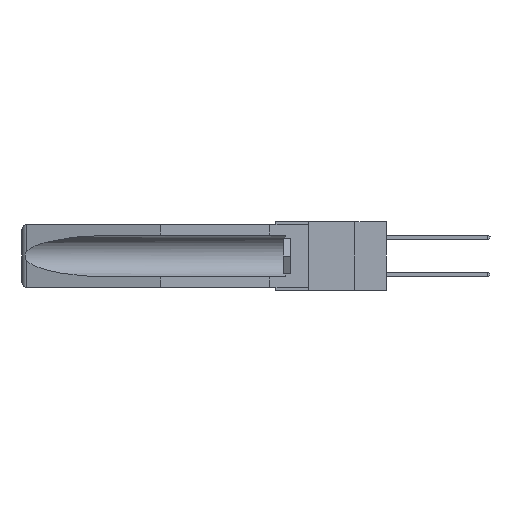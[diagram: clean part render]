
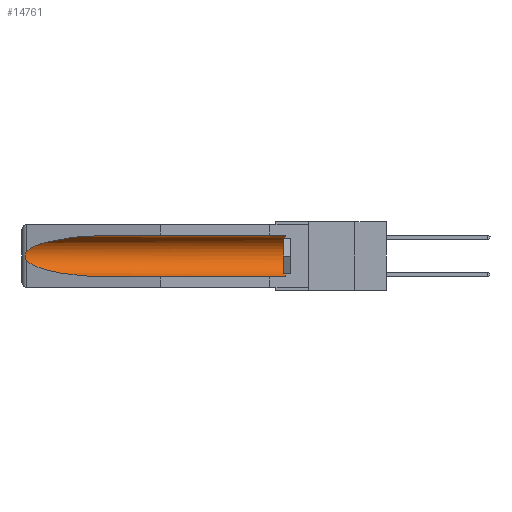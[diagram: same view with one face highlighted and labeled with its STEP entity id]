
A CAD part, left-side view. The second image highlights one B-rep face of the part: STEP entity #14761.
In plain terms, the highlighted cylindrical face has radius 2.857 mm (diameter 5.715 mm), a partial arc.
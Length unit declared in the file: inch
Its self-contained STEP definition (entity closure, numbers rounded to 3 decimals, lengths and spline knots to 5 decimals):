
#143 = B_SPLINE_CURVE_WITH_KNOTS ( 'NONE', 3,
 ( #30643, #20423, #12965, #355, #13075, #23117, #26055, #28500, #25626, #17972 ),
 .UNSPECIFIED., .F., .F.,
 ( 4, 2, 2, 2, 4 ),
 ( 0., 0.00029, 0.00058, 0.00087, 0.00117 ),
 .UNSPECIFIED. ) ;
#355 = CARTESIAN_POINT ( 'NONE',  ( 0.2673, 1.5327, -0.16383 ) ) ;
#782 = CARTESIAN_POINT ( 'NONE',  ( 0.155, 0.126, -0.284 ) ) ;
#1529 = ORIENTED_EDGE ( 'NONE', *, *, #16746, .F. ) ;
#1881 = CARTESIAN_POINT ( 'NONE',  ( 0.21114, 1.30732, -0.059 ) ) ;
#2095 = DIRECTION ( 'NONE',  ( 0., 0., 1. ) ) ;
#2691 = CARTESIAN_POINT ( 'NONE',  ( 0.26537, 1.52718, -0.14972 ) ) ;
#2801 = ORIENTED_EDGE ( 'NONE', *, *, #26726, .T. ) ;
#3516 = ORIENTED_EDGE ( 'NONE', *, *, #18951, .T. ) ;
#6108 =( BOUNDED_CURVE ( )  B_SPLINE_CURVE ( 3, ( #11822, #14436, #25508, #10465 ),
 .UNSPECIFIED., .F., .T. ) 
 B_SPLINE_CURVE_WITH_KNOTS ( ( 4, 4 ),
 ( 0.1948, 1.5708 ),
 .UNSPECIFIED. ) 
 CURVE ( )  GEOMETRIC_REPRESENTATION_ITEM ( )  RATIONAL_B_SPLINE_CURVE ( ( 1., 0.848, 0.848, 1. ) ) 
 REPRESENTATION_ITEM ( '' )  );
#6622 = EDGE_LOOP ( 'NONE', ( #12080, #28027, #19217, #1529, #3516, #2801 ) ) ;
#6739 = VERTEX_POINT ( 'NONE', #11252 ) ;
#9907 = CARTESIAN_POINT ( 'NONE',  ( 0.26537, 1.52718, -0.19328 ) ) ;
#10465 = CARTESIAN_POINT ( 'NONE',  ( 0.155, 1.07973, -0.284 ) ) ;
#11252 = CARTESIAN_POINT ( 'NONE',  ( 0.155, 1.07973, -0.284 ) ) ;
#11742 = VERTEX_POINT ( 'NONE', #20712 ) ;
#11763 = LINE ( 'NONE', #12854, #33060 ) ;
#11822 = CARTESIAN_POINT ( 'NONE',  ( 0.26537, 1.52718, -0.19328 ) ) ;
#11864 = CARTESIAN_POINT ( 'NONE',  ( 0.25451, 1.48313, -0.09465 ) ) ;
#12080 = ORIENTED_EDGE ( 'NONE', *, *, #21123, .T. ) ;
#12854 = CARTESIAN_POINT ( 'NONE',  ( 0.155, -0.30754, -0.059 ) ) ;
#12965 = CARTESIAN_POINT ( 'NONE',  ( 0.26654, 1.53092, -0.15636 ) ) ;
#13003 = VERTEX_POINT ( 'NONE', #782 ) ;
#13075 = CARTESIAN_POINT ( 'NONE',  ( 0.2675, 1.53308, -0.16763 ) ) ;
#14436 = CARTESIAN_POINT ( 'NONE',  ( 0.25451, 1.48313, -0.24835 ) ) ;
#14463 = CARTESIAN_POINT ( 'NONE',  ( 0.26537, 1.52718, -0.14972 ) ) ;
#14589 = VERTEX_POINT ( 'NONE', #22984 ) ;
#14761 = ADVANCED_FACE ( 'NONE', ( #20327 ), #17929, .F. ) ;
#16428 = CARTESIAN_POINT ( 'NONE',  ( 0.155, -0.30754, -0.1715 ) ) ;
#16746 = EDGE_CURVE ( 'NONE', #13003, #6739, #18234, .T. ) ;
#17929 = CYLINDRICAL_SURFACE ( 'NONE', #29110, 0.1125 ) ;
#17972 = CARTESIAN_POINT ( 'NONE',  ( 0.26537, 1.52718, -0.19328 ) ) ;
#18234 = LINE ( 'NONE', #23228, #21451 ) ;
#18951 = EDGE_CURVE ( 'NONE', #13003, #14589, #28123, .T. ) ;
#19217 = ORIENTED_EDGE ( 'NONE', *, *, #22800, .T. ) ;
#20327 = FACE_OUTER_BOUND ( 'NONE', #6622, .T. ) ;
#20423 = CARTESIAN_POINT ( 'NONE',  ( 0.26597, 1.52961, -0.15275 ) ) ;
#20712 = CARTESIAN_POINT ( 'NONE',  ( 0.155, 1.07973, -0.059 ) ) ;
#21123 = EDGE_CURVE ( 'NONE', #11742, #24965, #33068, .T. ) ;
#21451 = VECTOR ( 'NONE', #23576, 39.37008 ) ;
#21663 = DIRECTION ( 'NONE',  ( 0., 0., 1. ) ) ;
#22485 = CARTESIAN_POINT ( 'NONE',  ( 0.155, 0.126, -0.1715 ) ) ;
#22800 = EDGE_CURVE ( 'NONE', #29390, #6739, #6108, .T. ) ;
#22984 = CARTESIAN_POINT ( 'NONE',  ( 0.155, 0.126, -0.059 ) ) ;
#23117 = CARTESIAN_POINT ( 'NONE',  ( 0.2675, 1.53308, -0.17534 ) ) ;
#23228 = CARTESIAN_POINT ( 'NONE',  ( 0.155, -0.30754, -0.284 ) ) ;
#23576 = DIRECTION ( 'NONE',  ( 0., 1., 0. ) ) ;
#24909 = AXIS2_PLACEMENT_3D ( 'NONE', #22485, #25109, #2095 ) ;
#24965 = VERTEX_POINT ( 'NONE', #2691 ) ;
#25109 = DIRECTION ( 'NONE',  ( 0., -1., 0. ) ) ;
#25508 = CARTESIAN_POINT ( 'NONE',  ( 0.21114, 1.30732, -0.284 ) ) ;
#25626 = CARTESIAN_POINT ( 'NONE',  ( 0.26597, 1.5296, -0.19026 ) ) ;
#26055 = CARTESIAN_POINT ( 'NONE',  ( 0.2673, 1.53269, -0.17917 ) ) ;
#26636 = DIRECTION ( 'NONE',  ( 0., 1., 0. ) ) ;
#26724 = EDGE_CURVE ( 'NONE', #24965, #29390, #143, .T. ) ;
#26726 = EDGE_CURVE ( 'NONE', #14589, #11742, #11763, .T. ) ;
#27449 = CARTESIAN_POINT ( 'NONE',  ( 0.155, 1.07973, -0.059 ) ) ;
#28027 = ORIENTED_EDGE ( 'NONE', *, *, #26724, .T. ) ;
#28123 = CIRCLE ( 'NONE', #24909, 0.1125 ) ;
#28500 = CARTESIAN_POINT ( 'NONE',  ( 0.26655, 1.53094, -0.18657 ) ) ;
#29110 = AXIS2_PLACEMENT_3D ( 'NONE', #16428, #26636, #21663 ) ;
#29390 = VERTEX_POINT ( 'NONE', #9907 ) ;
#30643 = CARTESIAN_POINT ( 'NONE',  ( 0.26537, 1.52718, -0.14972 ) ) ;
#31206 = DIRECTION ( 'NONE',  ( 0., 1., 0. ) ) ;
#33060 = VECTOR ( 'NONE', #31206, 39.37008 ) ;
#33068 =( BOUNDED_CURVE ( )  B_SPLINE_CURVE ( 3, ( #27449, #1881, #11864, #14463 ),
 .UNSPECIFIED., .F., .F. ) 
 B_SPLINE_CURVE_WITH_KNOTS ( ( 4, 4 ),
 ( 4.71239, 6.08839 ),
 .UNSPECIFIED. ) 
 CURVE ( )  GEOMETRIC_REPRESENTATION_ITEM ( )  RATIONAL_B_SPLINE_CURVE ( ( 1., 0.848, 0.848, 1. ) ) 
 REPRESENTATION_ITEM ( '' )  );
